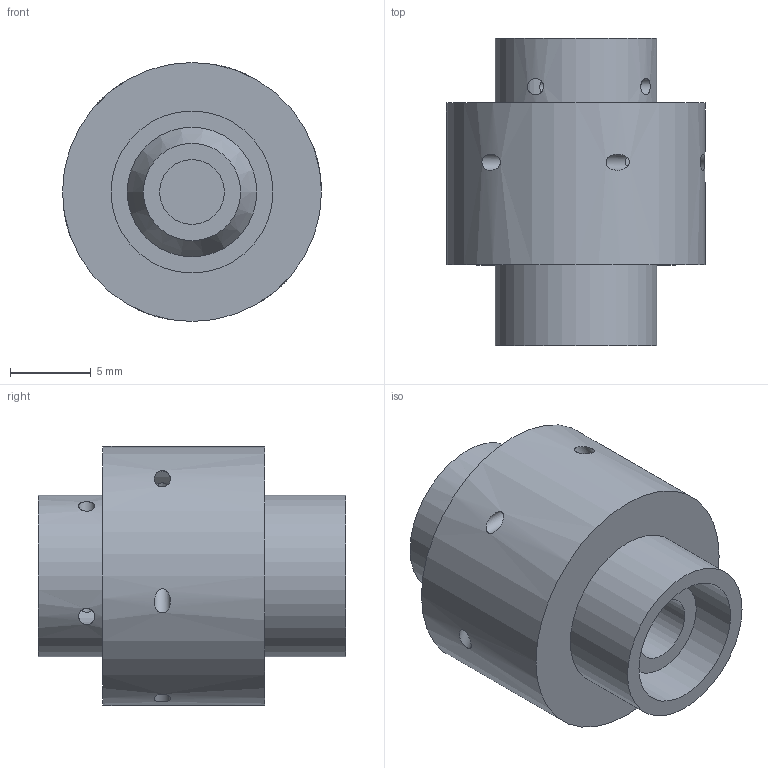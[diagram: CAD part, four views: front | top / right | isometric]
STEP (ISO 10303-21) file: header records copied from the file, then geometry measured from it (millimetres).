
FILE_DESCRIPTION(/* description */ (''),/* implementation_level */ '2;1');
FILE_NAME(/* name */ 'injector assembly.stp',/* time_stamp */ '2021-07-21T20:03:16+03:00',/* author */ ('samlo'),/* organization */ (''),/* preprocessor_version */ 'ST-DEVELOPER v18.1',/* originating_system */ 'Autodesk Inventor 2021',/* authorisation */ '');
FILE_SCHEMA (('AUTOMOTIVE_DESIGN { 1 0 10303 214 3 1 1 }'));
Length unit declared in the file: millimetre
Products named in the file (4): injector assembly; bottom injector; inner element; cap injector
Assembly tree (3 placements, depth 2):
  injector assembly
    bottom injector
    inner element
    cap injector
Bounding box: 16 x 19 x 16 mm (x, y, z)
Volume: 1935.2 mm3; surface area: 2682 mm2
Topology: 3 solids, 3 shells, 39 faces, 127 edges, 98 vertices
Faces by surface type: cylinder 24, plane 12, cone 3
Full cylindrical faces by diameter (mm): 1 x10, 4 x1, 6 x2, 8 x3, 10 x4, 13 x3, 16 x1
Entity records: 2256 total; most frequent: CARTESIAN_POINT 925, ORIENTED_EDGE 254, DIRECTION 233, EDGE_CURVE 127, AXIS2_PLACEMENT_3D 102, VERTEX_POINT 98, EDGE_LOOP 67, CIRCLE 56
